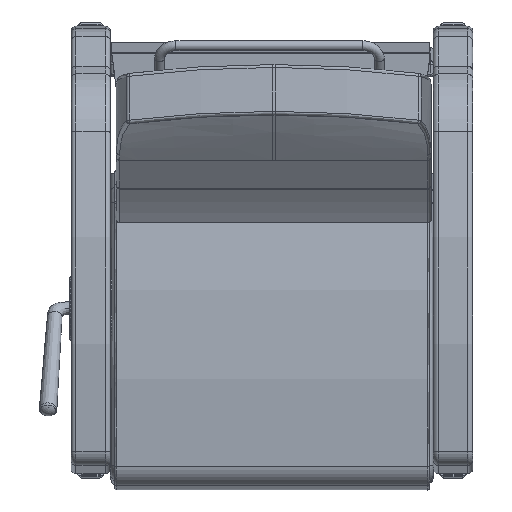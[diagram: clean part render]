
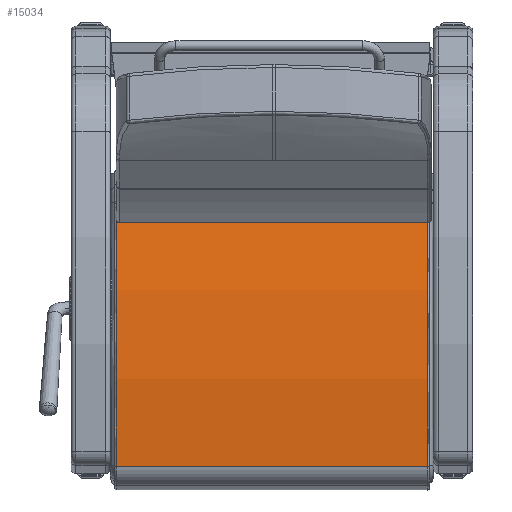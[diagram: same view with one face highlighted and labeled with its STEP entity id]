
A CAD part, front view. The second image highlights one B-rep face of the part: STEP entity #15034.
In plain terms, the highlighted free-form (B-spline) face has degree [3, 1] with [18, 2] control points.
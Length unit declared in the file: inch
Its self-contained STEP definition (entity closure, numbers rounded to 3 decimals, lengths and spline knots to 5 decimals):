
#920=ELLIPSE('',#17067,60.30357,60.25);
#922=ELLIPSE('',#17089,60.30357,60.25);
#2257=LINE('',#40492,#3193);
#2258=LINE('',#40531,#3194);
#3193=VECTOR('',#21459,0.3937);
#3194=VECTOR('',#21462,0.3937);
#4146=FACE_OUTER_BOUND('',#5205,.T.);
#5205=EDGE_LOOP('',(#13465,#13466,#13467,#13468));
#7574=VERTEX_POINT('',#40123);
#7575=VERTEX_POINT('',#40124);
#7594=VERTEX_POINT('',#40491);
#7595=VERTEX_POINT('',#40530);
#9546=EDGE_CURVE('',#7574,#7575,#920,.T.);
#9575=EDGE_CURVE('',#7594,#7575,#2257,.T.);
#9577=EDGE_CURVE('',#7595,#7574,#2258,.T.);
#9578=EDGE_CURVE('',#7594,#7595,#922,.T.);
#13465=ORIENTED_EDGE('',*,*,#9546,.F.);
#13466=ORIENTED_EDGE('',*,*,#9577,.F.);
#13467=ORIENTED_EDGE('',*,*,#9578,.F.);
#13468=ORIENTED_EDGE('',*,*,#9575,.T.);
#14219=B_SPLINE_SURFACE_WITH_KNOTS('',3,1,((#40494,#40495),(#40496,#40497),
(#40498,#40499),(#40500,#40501),(#40502,#40503),(#40504,#40505),(#40506,
#40507),(#40508,#40509),(#40510,#40511),(#40512,#40513),(#40514,#40515),
(#40516,#40517),(#40518,#40519),(#40520,#40521),(#40522,#40523),(#40524,
#40525),(#40526,#40527),(#40528,#40529)),.UNSPECIFIED.,.F.,.F.,.F.,(4,1,
1,1,1,1,1,1,1,1,1,1,1,1,1,4),(2,2),(-1.69612,-1.66826,
-1.6404,-1.62647,-1.59861,-1.58468,
-1.55682,-1.54289,-1.51503,-1.5011,-1.47324,
-1.45931,-1.43145,-1.41752,-1.38966,
-1.3618),(0.,91.44),.UNSPECIFIED.);
#15034=ADVANCED_FACE('',(#4146),#14219,.T.);
#17067=AXIS2_PLACEMENT_3D('',#40125,#21408,#21409);
#17089=AXIS2_PLACEMENT_3D('',#40532,#21463,#21464);
#21408=DIRECTION('center_axis',(0.,0.,
-1.));
#21409=DIRECTION('ref_axis',(1.,0.,0.));
#21459=DIRECTION('',(0.,0.,-1.));
#21462=DIRECTION('',(0.,0.,-1.));
#21463=DIRECTION('center_axis',(0.,0.,1.));
#21464=DIRECTION('ref_axis',(1.,0.,0.));
#40123=CARTESIAN_POINT('',(3.60935,-1.68389,0.124));
#40124=CARTESIAN_POINT('',(23.65848,-2.52291,0.124));
#40125=CARTESIAN_POINT('Origin',(11.14546,-61.46156,0.124));
#40491=CARTESIAN_POINT('',(23.65848,-2.52291,23.876));
#40492=CARTESIAN_POINT('',(23.65848,-2.52291,24.));
#40494=CARTESIAN_POINT('Ctrl Pts',(3.60935,-1.68389,24.));
#40495=CARTESIAN_POINT('Ctrl Pts',(3.60935,-1.68389,-12.));
#40496=CARTESIAN_POINT('Ctrl Pts',(4.16497,-1.61396,24.));
#40497=CARTESIAN_POINT('Ctrl Pts',(4.16497,-1.61396,-12.));
#40498=CARTESIAN_POINT('Ctrl Pts',(5.27817,-1.48959,24.));
#40499=CARTESIAN_POINT('Ctrl Pts',(5.27817,-1.48959,-12.));
#40500=CARTESIAN_POINT('Ctrl Pts',(6.67346,-1.3729,24.));
#40501=CARTESIAN_POINT('Ctrl Pts',(6.67346,-1.3729,-12.));
#40502=CARTESIAN_POINT('Ctrl Pts',(8.07078,-1.28537,24.));
#40503=CARTESIAN_POINT('Ctrl Pts',(8.07078,-1.28537,-12.));
#40504=CARTESIAN_POINT('Ctrl Pts',(9.18994,-1.2387,24.));
#40505=CARTESIAN_POINT('Ctrl Pts',(9.18994,-1.2387,-12.));
#40506=CARTESIAN_POINT('Ctrl Pts',(10.5897,-1.20957,24.));
#40507=CARTESIAN_POINT('Ctrl Pts',(10.5897,-1.20957,-12.));
#40508=CARTESIAN_POINT('Ctrl Pts',(11.70984,-1.20965,24.));
#40509=CARTESIAN_POINT('Ctrl Pts',(11.70984,-1.20965,-12.));
#40510=CARTESIAN_POINT('Ctrl Pts',(13.1096,-1.23898,24.));
#40511=CARTESIAN_POINT('Ctrl Pts',(13.1096,-1.23898,-12.));
#40512=CARTESIAN_POINT('Ctrl Pts',(14.22875,-1.28581,24.));
#40513=CARTESIAN_POINT('Ctrl Pts',(14.22875,-1.28581,-12.));
#40514=CARTESIAN_POINT('Ctrl Pts',(15.62606,-1.37354,24.));
#40515=CARTESIAN_POINT('Ctrl Pts',(15.62606,-1.37354,-12.));
#40516=CARTESIAN_POINT('Ctrl Pts',(16.74228,-1.46705,24.));
#40517=CARTESIAN_POINT('Ctrl Pts',(16.74228,-1.46705,-12.));
#40518=CARTESIAN_POINT('Ctrl Pts',(18.1347,-1.61302,24.));
#40519=CARTESIAN_POINT('Ctrl Pts',(18.1347,-1.61302,-12.));
#40520=CARTESIAN_POINT('Ctrl Pts',(19.24603,-1.75304,24.));
#40521=CARTESIAN_POINT('Ctrl Pts',(19.24603,-1.75304,-12.));
#40522=CARTESIAN_POINT('Ctrl Pts',(20.63114,-1.95701,24.));
#40523=CARTESIAN_POINT('Ctrl Pts',(20.63114,-1.95701,-12.));
#40524=CARTESIAN_POINT('Ctrl Pts',(22.01177,-2.18986,24.));
#40525=CARTESIAN_POINT('Ctrl Pts',(22.01177,-2.18986,-12.));
#40526=CARTESIAN_POINT('Ctrl Pts',(23.11066,-2.40681,24.));
#40527=CARTESIAN_POINT('Ctrl Pts',(23.11066,-2.40681,-12.));
#40528=CARTESIAN_POINT('Ctrl Pts',(23.65848,-2.52291,24.));
#40529=CARTESIAN_POINT('Ctrl Pts',(23.65848,-2.52291,-12.));
#40530=CARTESIAN_POINT('',(3.60935,-1.68389,23.876));
#40531=CARTESIAN_POINT('',(3.60935,-1.68389,24.));
#40532=CARTESIAN_POINT('Origin',(11.14546,-61.46156,23.876));
